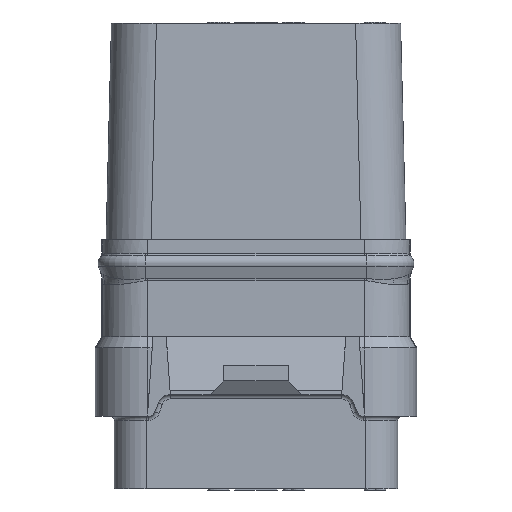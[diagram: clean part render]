
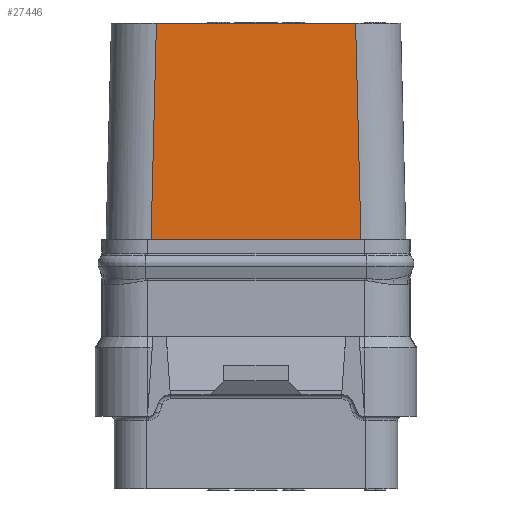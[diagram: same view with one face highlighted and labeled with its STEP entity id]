
A CAD part, front view. The second image highlights one B-rep face of the part: STEP entity #27446.
In plain terms, the highlighted planar face has unit normal (0, -1, 0.025).
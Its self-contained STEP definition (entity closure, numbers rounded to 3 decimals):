
#4004=DIRECTION('',(1.,0.,0.));
#4005=VECTOR('',#4004,9.8);
#4006=CARTESIAN_POINT('',(-4.9,-6.,0.));
#4007=LINE('',#4006,#4005);
#4136=DIRECTION('',(1.,0.,0.));
#4137=VECTOR('',#4136,9.3);
#4138=CARTESIAN_POINT('',(-4.65,-5.75,10.12));
#4139=LINE('',#4138,#4137);
#5336=DIRECTION('',(-0.025,0.025,0.999));
#5337=VECTOR('',#5336,10.126);
#5338=CARTESIAN_POINT('',(4.9,-6.,0.));
#5339=LINE('',#5338,#5337);
#5340=DIRECTION('',(0.025,0.025,0.999));
#5341=VECTOR('',#5340,10.126);
#5342=CARTESIAN_POINT('',(-4.9,-6.,0.));
#5343=LINE('',#5342,#5341);
#17587=CARTESIAN_POINT('',(-4.65,-5.75,10.12));
#17588=VERTEX_POINT('',#17587);
#17589=CARTESIAN_POINT('',(4.65,-5.75,10.12));
#17590=VERTEX_POINT('',#17589);
#17603=CARTESIAN_POINT('',(-4.9,-6.,0.));
#17604=VERTEX_POINT('',#17603);
#17605=CARTESIAN_POINT('',(4.9,-6.,0.));
#17606=VERTEX_POINT('',#17605);
#27434=CARTESIAN_POINT('',(0.,-5.875,5.06));
#27435=DIRECTION('',(0.,-1.,0.025));
#27436=DIRECTION('',(1.,0.,0.));
#27437=AXIS2_PLACEMENT_3D('',#27434,#27435,#27436);
#27438=PLANE('',#27437);
#27439=ORIENTED_EDGE('',*,*,#26475,.F.);
#27441=ORIENTED_EDGE('',*,*,#27440,.T.);
#27442=ORIENTED_EDGE('',*,*,#26600,.T.);
#27443=ORIENTED_EDGE('',*,*,#27427,.F.);
#27444=EDGE_LOOP('',(#27439,#27441,#27442,#27443));
#27445=FACE_OUTER_BOUND('',#27444,.F.);
#27446=ADVANCED_FACE('',(#27445),#27438,.T.);
#26475=EDGE_CURVE('',#17604,#17606,#4007,.T.);
#26600=EDGE_CURVE('',#17588,#17590,#4139,.T.);
#27427=EDGE_CURVE('',#17606,#17590,#5339,.T.);
#27440=EDGE_CURVE('',#17604,#17588,#5343,.T.);
